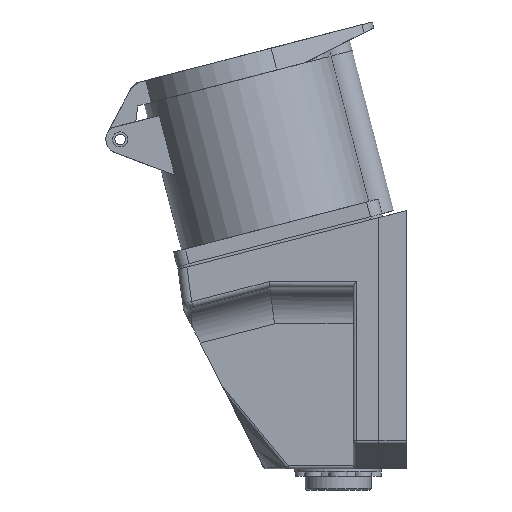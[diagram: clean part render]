
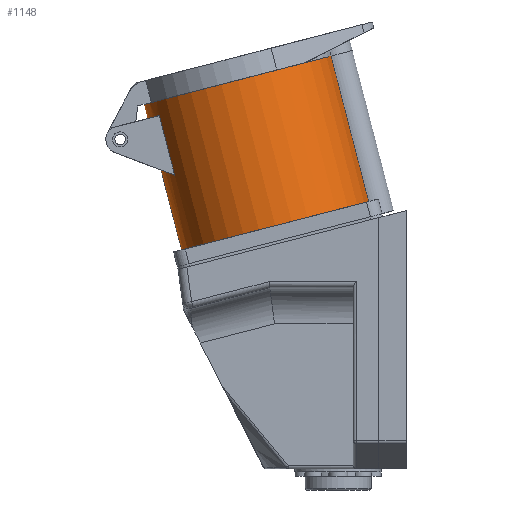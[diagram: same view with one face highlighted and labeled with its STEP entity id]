
A CAD part, left-side view. The second image highlights one B-rep face of the part: STEP entity #1148.
In plain terms, the highlighted cylindrical face has radius 32.25 mm (diameter 64.5 mm), a partial arc.
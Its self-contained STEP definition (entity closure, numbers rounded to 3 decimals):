
#88 = CARTESIAN_POINT ( 'NONE',  ( 31.687, 5., -6. ) ) ;
#184 = DIRECTION ( 'NONE',  ( 0., 1., 0. ) ) ;
#208 =( BOUNDED_CURVE ( )  B_SPLINE_CURVE ( 3, ( #13071, #11735, #5283, #2936 ),
 .UNSPECIFIED., .F., .T. ) 
 B_SPLINE_CURVE_WITH_KNOTS ( ( 4, 4 ),
 ( 2.64, 3.643 ),
 .UNSPECIFIED. ) 
 CURVE ( )  GEOMETRIC_REPRESENTATION_ITEM ( )  RATIONAL_B_SPLINE_CURVE ( ( 1., 0.918, 0.918, 1. ) ) 
 REPRESENTATION_ITEM ( '' )  );
#244 = ORIENTED_EDGE ( 'NONE', *, *, #11616, .T. ) ;
#248 = LINE ( 'NONE', #6913, #14535 ) ;
#264 = VERTEX_POINT ( 'NONE', #11535 ) ;
#359 = DIRECTION ( 'NONE',  ( 0., -1., 0. ) ) ;
#809 = EDGE_CURVE ( 'NONE', #264, #1578, #10510, .T. ) ;
#831 = EDGE_CURVE ( 'NONE', #14067, #8538, #248, .T. ) ;
#862 = DIRECTION ( 'NONE',  ( 0., 0., 1. ) ) ;
#937 = EDGE_CURVE ( 'NONE', #14067, #10434, #14062, .T. ) ;
#994 = DIRECTION ( 'NONE',  ( 0., 1., 0. ) ) ;
#1058 = DIRECTION ( 'NONE',  ( 0., 1., 0. ) ) ;
#1148 = ADVANCED_FACE ( 'NONE', ( #7823, #11222 ), #1173, .T. ) ;
#1167 = LINE ( 'NONE', #10253, #8042 ) ;
#1173 = CYLINDRICAL_SURFACE ( 'NONE', #12473, 32.25 ) ;
#1319 = CARTESIAN_POINT ( 'NONE',  ( -28.281, 29.552, 15.5 ) ) ;
#1578 = VERTEX_POINT ( 'NONE', #3915 ) ;
#1650 = DIRECTION ( 'NONE',  ( 0., -1., 0. ) ) ;
#1803 = CARTESIAN_POINT ( 'NONE',  ( -28.281, 29.552, -15.5 ) ) ;
#2065 = VECTOR ( 'NONE', #11812, 1000. ) ;
#2092 = CARTESIAN_POINT ( 'NONE',  ( 0., 49.887, 0. ) ) ;
#2130 = CARTESIAN_POINT ( 'NONE',  ( 0., 62.25, 0. ) ) ;
#2378 = ORIENTED_EDGE ( 'NONE', *, *, #13287, .T. ) ;
#2548 = VERTEX_POINT ( 'NONE', #6223 ) ;
#2727 = DIRECTION ( 'NONE',  ( 0., 1., 0. ) ) ;
#2936 = CARTESIAN_POINT ( 'NONE',  ( -28.281, 29.552, 15.5 ) ) ;
#3072 = ORIENTED_EDGE ( 'NONE', *, *, #809, .T. ) ;
#3593 = VERTEX_POINT ( 'NONE', #88 ) ;
#3754 = CARTESIAN_POINT ( 'NONE',  ( 31.687, 5., 6. ) ) ;
#3915 = CARTESIAN_POINT ( 'NONE',  ( -28.281, 49.887, 15.5 ) ) ;
#3952 = VERTEX_POINT ( 'NONE', #12532 ) ;
#4040 = LINE ( 'NONE', #6380, #6465 ) ;
#4309 = ORIENTED_EDGE ( 'NONE', *, *, #8077, .T. ) ;
#4605 = EDGE_CURVE ( 'NONE', #14244, #13004, #1167, .T. ) ;
#4658 = AXIS2_PLACEMENT_3D ( 'NONE', #6255, #1650, #12878 ) ;
#4664 = DIRECTION ( 'NONE',  ( 0., 0., -1. ) ) ;
#4790 = EDGE_CURVE ( 'NONE', #10434, #3593, #12771, .T. ) ;
#4909 = DIRECTION ( 'NONE',  ( 0., -1., 0. ) ) ;
#4912 = EDGE_LOOP ( 'NONE', ( #10255, #6128, #9113, #2378 ) ) ;
#5080 = VECTOR ( 'NONE', #13365, 1000. ) ;
#5233 = CARTESIAN_POINT ( 'NONE',  ( -29.729, 37.625, -12.5 ) ) ;
#5266 = VECTOR ( 'NONE', #4909, 1000. ) ;
#5283 = CARTESIAN_POINT ( 'NONE',  ( -33.691, 33.339, 5.628 ) ) ;
#5829 = AXIS2_PLACEMENT_3D ( 'NONE', #2092, #1058, #9786 ) ;
#5890 = ORIENTED_EDGE ( 'NONE', *, *, #8702, .T. ) ;
#6012 = LINE ( 'NONE', #13831, #2065 ) ;
#6128 = ORIENTED_EDGE ( 'NONE', *, *, #937, .T. ) ;
#6223 = CARTESIAN_POINT ( 'NONE',  ( -28.281, 49.887, -15.5 ) ) ;
#6255 = CARTESIAN_POINT ( 'NONE',  ( 0., 54.75, 0. ) ) ;
#6380 = CARTESIAN_POINT ( 'NONE',  ( -29.729, 62.25, 12.5 ) ) ;
#6444 = CIRCLE ( 'NONE', #8309, 32.25 ) ;
#6465 = VECTOR ( 'NONE', #2727, 1000. ) ;
#6492 = CARTESIAN_POINT ( 'NONE',  ( 0., 49.887, 0. ) ) ;
#6591 = DIRECTION ( 'NONE',  ( 0., -1., 0. ) ) ;
#6913 = CARTESIAN_POINT ( 'NONE',  ( 31.687, 71.946, 6. ) ) ;
#7173 = DIRECTION ( 'NONE',  ( 0., 1., 0. ) ) ;
#7508 = EDGE_CURVE ( 'NONE', #13004, #3952, #6444, .T. ) ;
#7743 = CARTESIAN_POINT ( 'NONE',  ( -28.281, 62.25, -15.5 ) ) ;
#7823 = FACE_OUTER_BOUND ( 'NONE', #4912, .T. ) ;
#8042 = VECTOR ( 'NONE', #359, 1000. ) ;
#8077 = EDGE_CURVE ( 'NONE', #3952, #264, #4040, .T. ) ;
#8179 = EDGE_LOOP ( 'NONE', ( #4309, #3072, #9542, #12288, #244, #5890, #14097, #12284 ) ) ;
#8208 = CARTESIAN_POINT ( 'NONE',  ( 0., 5., 0. ) ) ;
#8309 = AXIS2_PLACEMENT_3D ( 'NONE', #10222, #184, #4664 ) ;
#8538 = VERTEX_POINT ( 'NONE', #3754 ) ;
#8648 = CARTESIAN_POINT ( 'NONE',  ( 31.687, 54.75, 6. ) ) ;
#8702 = EDGE_CURVE ( 'NONE', #2548, #14244, #12368, .T. ) ;
#8851 = CARTESIAN_POINT ( 'NONE',  ( 31.687, 54.75, -6. ) ) ;
#9113 = ORIENTED_EDGE ( 'NONE', *, *, #4790, .T. ) ;
#9251 = VERTEX_POINT ( 'NONE', #1319 ) ;
#9301 = DIRECTION ( 'NONE',  ( 0., 0., 1. ) ) ;
#9433 = CARTESIAN_POINT ( 'NONE',  ( 31.687, 71.946, -6. ) ) ;
#9542 = ORIENTED_EDGE ( 'NONE', *, *, #10882, .F. ) ;
#9786 = DIRECTION ( 'NONE',  ( 0., 0., 1. ) ) ;
#10071 = DIRECTION ( 'NONE',  ( 0., -1., 0. ) ) ;
#10102 = LINE ( 'NONE', #7743, #5080 ) ;
#10222 = CARTESIAN_POINT ( 'NONE',  ( 0., 37.625, 0. ) ) ;
#10253 = CARTESIAN_POINT ( 'NONE',  ( -29.729, 62.25, -12.5 ) ) ;
#10255 = ORIENTED_EDGE ( 'NONE', *, *, #831, .F. ) ;
#10434 = VERTEX_POINT ( 'NONE', #8851 ) ;
#10510 = CIRCLE ( 'NONE', #5829, 32.25 ) ;
#10547 = CIRCLE ( 'NONE', #11969, 32.25 ) ;
#10882 = EDGE_CURVE ( 'NONE', #9251, #1578, #6012, .T. ) ;
#11071 = DIRECTION ( 'NONE',  ( 0., 0., -1. ) ) ;
#11194 = VERTEX_POINT ( 'NONE', #1803 ) ;
#11222 = FACE_BOUND ( 'NONE', #8179, .T. ) ;
#11422 = AXIS2_PLACEMENT_3D ( 'NONE', #6492, #994, #862 ) ;
#11535 = CARTESIAN_POINT ( 'NONE',  ( -29.729, 49.887, 12.5 ) ) ;
#11616 = EDGE_CURVE ( 'NONE', #11194, #2548, #10102, .T. ) ;
#11735 = CARTESIAN_POINT ( 'NONE',  ( -33.691, 33.339, -5.628 ) ) ;
#11812 = DIRECTION ( 'NONE',  ( 0., 1., 0. ) ) ;
#11969 = AXIS2_PLACEMENT_3D ( 'NONE', #8208, #7173, #9301 ) ;
#12284 = ORIENTED_EDGE ( 'NONE', *, *, #7508, .T. ) ;
#12288 = ORIENTED_EDGE ( 'NONE', *, *, #12495, .F. ) ;
#12368 = CIRCLE ( 'NONE', #11422, 32.25 ) ;
#12473 = AXIS2_PLACEMENT_3D ( 'NONE', #2130, #6591, #11071 ) ;
#12495 = EDGE_CURVE ( 'NONE', #11194, #9251, #208, .T. ) ;
#12532 = CARTESIAN_POINT ( 'NONE',  ( -29.729, 37.625, 12.5 ) ) ;
#12557 = CARTESIAN_POINT ( 'NONE',  ( -29.729, 49.887, -12.5 ) ) ;
#12771 = LINE ( 'NONE', #9433, #5266 ) ;
#12878 = DIRECTION ( 'NONE',  ( 0., 0., -1. ) ) ;
#13004 = VERTEX_POINT ( 'NONE', #5233 ) ;
#13071 = CARTESIAN_POINT ( 'NONE',  ( -28.281, 29.552, -15.5 ) ) ;
#13287 = EDGE_CURVE ( 'NONE', #3593, #8538, #10547, .T. ) ;
#13365 = DIRECTION ( 'NONE',  ( 0., 1., 0. ) ) ;
#13831 = CARTESIAN_POINT ( 'NONE',  ( -28.281, 62.25, 15.5 ) ) ;
#14062 = CIRCLE ( 'NONE', #4658, 32.25 ) ;
#14067 = VERTEX_POINT ( 'NONE', #8648 ) ;
#14097 = ORIENTED_EDGE ( 'NONE', *, *, #4605, .T. ) ;
#14244 = VERTEX_POINT ( 'NONE', #12557 ) ;
#14535 = VECTOR ( 'NONE', #10071, 1000. ) ;
